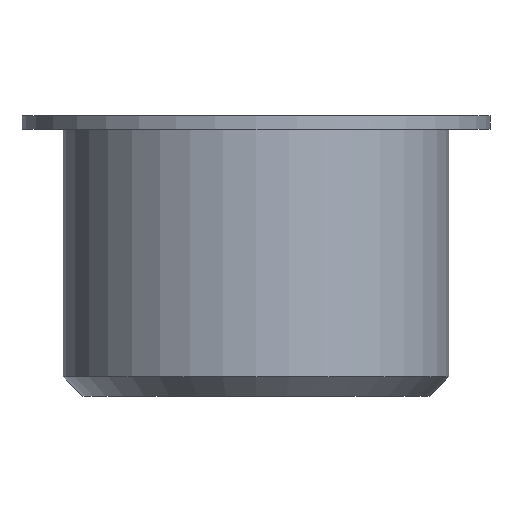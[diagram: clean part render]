
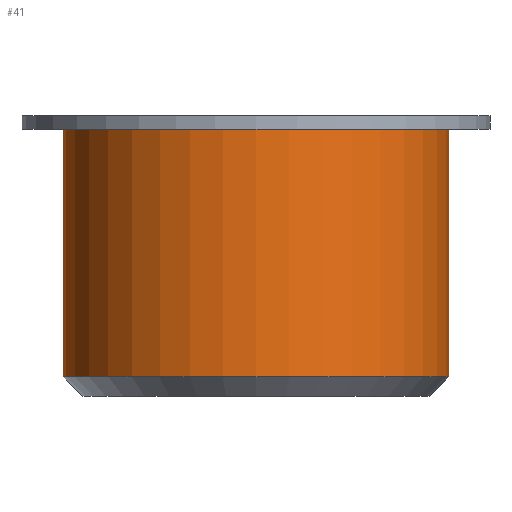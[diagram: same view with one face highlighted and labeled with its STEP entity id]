
A CAD part, front view. The second image highlights one B-rep face of the part: STEP entity #41.
In plain terms, the highlighted cylindrical face has radius 7 mm (diameter 14 mm), a full revolution.
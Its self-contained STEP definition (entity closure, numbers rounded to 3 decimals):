
#41 = ADVANCED_FACE( '', ( #83, #84 ), #85, .T. );
#83 = FACE_OUTER_BOUND( '', #124, .T. );
#84 = FACE_OUTER_BOUND( '', #125, .T. );
#85 = CYLINDRICAL_SURFACE( '', #126, 7. );
#124 = EDGE_LOOP( '', ( #167 ) );
#125 = EDGE_LOOP( '', ( #168 ) );
#126 = AXIS2_PLACEMENT_3D( '', #169, #170, #171 );
#167 = ORIENTED_EDGE( '', *, *, #204, .F. );
#168 = ORIENTED_EDGE( '', *, *, #205, .T. );
#169 = CARTESIAN_POINT( '', ( 0., 0., 57.15 ) );
#170 = DIRECTION( '', ( 0., 0., -1. ) );
#171 = DIRECTION( '', ( 1., 0., 0. ) );
#204 = EDGE_CURVE( '', #225, #225, #226, .T. );
#205 = EDGE_CURVE( '', #227, #227, #228, .T. );
#225 = VERTEX_POINT( '', #250 );
#226 = CIRCLE( '', #251, 7. );
#227 = VERTEX_POINT( '', #252 );
#228 = CIRCLE( '', #253, 7. );
#250 = CARTESIAN_POINT( '', ( 7., 0., 9.7 ) );
#251 = AXIS2_PLACEMENT_3D( '', #274, #275, #276 );
#252 = CARTESIAN_POINT( '', ( 7., 0., 0.707 ) );
#253 = AXIS2_PLACEMENT_3D( '', #277, #278, #279 );
#274 = CARTESIAN_POINT( '', ( 0., 0., 9.7 ) );
#275 = DIRECTION( '', ( 0., 0., 1. ) );
#276 = DIRECTION( '', ( 1., 0., 0. ) );
#277 = CARTESIAN_POINT( '', ( 0., 0., 0.707 ) );
#278 = DIRECTION( '', ( 0., 0., 1. ) );
#279 = DIRECTION( '', ( 1., 0., 0. ) );
